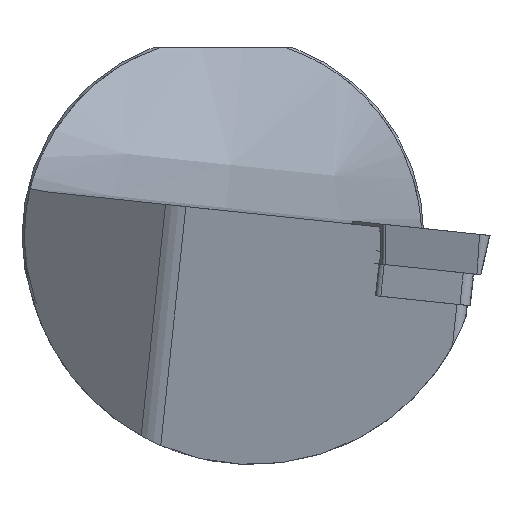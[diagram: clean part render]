
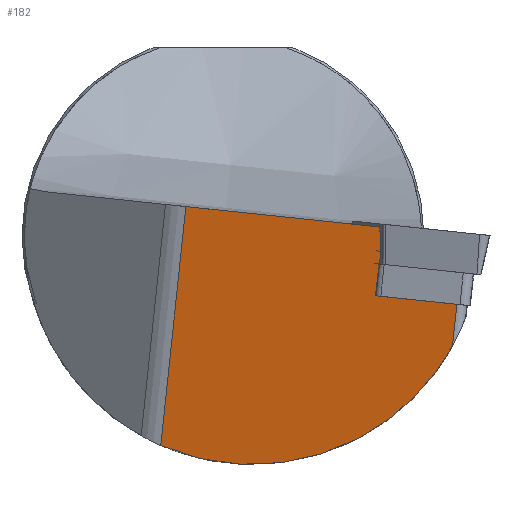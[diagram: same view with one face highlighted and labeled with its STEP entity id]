
A CAD part, left-side view. The second image highlights one B-rep face of the part: STEP entity #182.
In plain terms, the highlighted planar face has unit normal (-0.954, 0.298, 0.031).
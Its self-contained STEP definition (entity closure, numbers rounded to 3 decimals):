
#147=ELLIPSE('',#938,23.842,22.75);
#182=ADVANCED_FACE('',(#253),#228,.F.);
#228=PLANE('',#939);
#253=FACE_OUTER_BOUND('',#298,.T.);
#298=EDGE_LOOP('',(#504,#505,#506,#507,#508,#509,#510,#511));
#340=LINE('',#1241,#403);
#347=LINE('',#1270,#410);
#357=LINE('',#1290,#420);
#365=LINE('',#1311,#428);
#366=LINE('',#1312,#429);
#367=LINE('',#1316,#430);
#368=LINE('',#1318,#431);
#403=VECTOR('',#1013,1.);
#410=VECTOR('',#1030,1.);
#420=VECTOR('',#1044,1.);
#428=VECTOR('',#1058,1.);
#429=VECTOR('',#1059,1.);
#430=VECTOR('',#1062,1.);
#431=VECTOR('',#1063,1.);
#504=ORIENTED_EDGE('',*,*,#783,.F.);
#505=ORIENTED_EDGE('',*,*,#804,.T.);
#506=ORIENTED_EDGE('',*,*,#814,.F.);
#507=ORIENTED_EDGE('',*,*,#794,.F.);
#508=ORIENTED_EDGE('',*,*,#815,.T.);
#509=ORIENTED_EDGE('',*,*,#816,.T.);
#510=ORIENTED_EDGE('',*,*,#817,.F.);
#511=ORIENTED_EDGE('',*,*,#818,.F.);
#704=VERTEX_POINT('',#1238);
#705=VERTEX_POINT('',#1240);
#709=VERTEX_POINT('',#1251);
#716=VERTEX_POINT('',#1269);
#724=VERTEX_POINT('',#1289);
#731=VERTEX_POINT('',#1313);
#732=VERTEX_POINT('',#1315);
#733=VERTEX_POINT('',#1317);
#783=EDGE_CURVE('',#705,#704,#340,.T.);
#794=EDGE_CURVE('',#716,#709,#347,.T.);
#804=EDGE_CURVE('',#705,#724,#357,.T.);
#814=EDGE_CURVE('',#709,#724,#365,.T.);
#815=EDGE_CURVE('',#716,#731,#366,.T.);
#816=EDGE_CURVE('',#731,#732,#147,.T.);
#817=EDGE_CURVE('',#733,#732,#367,.T.);
#818=EDGE_CURVE('',#704,#733,#368,.T.);
#938=AXIS2_PLACEMENT_3D('',#1314,#1060,#1061);
#939=AXIS2_PLACEMENT_3D('',#1319,#1064,#1065);
#1013=DIRECTION('',(-0.299,-0.949,-0.1));
#1030=DIRECTION('',(-0.299,-0.949,-0.1));
#1044=DIRECTION('',(0.,-0.105,0.995));
#1058=DIRECTION('',(-0.044,-0.037,-0.998));
#1059=DIRECTION('',(0.,0.105,-0.995));
#1060=DIRECTION('',(-0.954,0.298,0.031));
#1061=DIRECTION('',(0.299,0.949,0.1));
#1062=DIRECTION('',(0.,0.105,-0.995));
#1063=DIRECTION('',(-0.299,-0.949,-0.1));
#1064=DIRECTION('',(0.954,-0.298,-0.031));
#1065=DIRECTION('',(0.298,0.955,0.));
#1238=CARTESIAN_POINT('',(4.506,-15.264,-5.956));
#1240=CARTESIAN_POINT('',(4.514,-15.238,-5.953));
#1241=CARTESIAN_POINT('',(1.979,-23.279,-6.798));
#1251=CARTESIAN_POINT('',(4.622,-15.612,0.895));
#1269=CARTESIAN_POINT('',(10.708,3.691,2.924));
#1270=CARTESIAN_POINT('',(1.979,-23.995,0.014));
#1289=CARTESIAN_POINT('',(4.514,-15.703,-1.528));
#1290=CARTESIAN_POINT('',(4.514,-18.374,23.883));
#1311=CARTESIAN_POINT('',(2.384,-17.494,-49.48));
#1312=CARTESIAN_POINT('',(10.708,8.886,-46.504));
#1313=CARTESIAN_POINT('',(10.708,6.19,-20.855));
#1314=CARTESIAN_POINT('',(8.557,-2.9,0.));
#1315=CARTESIAN_POINT('',(1.979,-22.843,-10.947));
#1316=CARTESIAN_POINT('',(1.979,-18.8,-49.414));
#1317=CARTESIAN_POINT('',(1.979,-23.279,-6.798));
#1318=CARTESIAN_POINT('',(1.979,-23.279,-6.798));
#1319=CARTESIAN_POINT('',(1.979,-18.8,-49.414));
